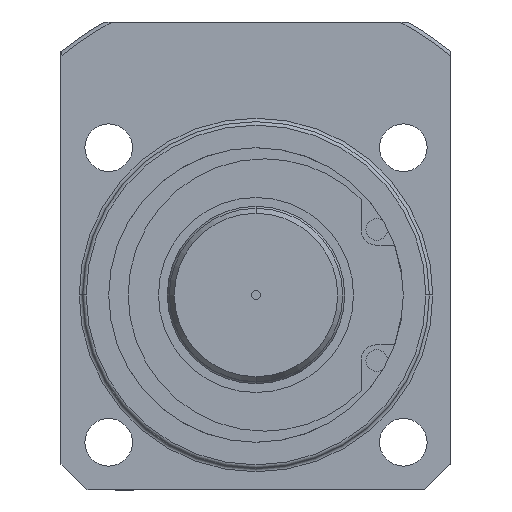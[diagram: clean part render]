
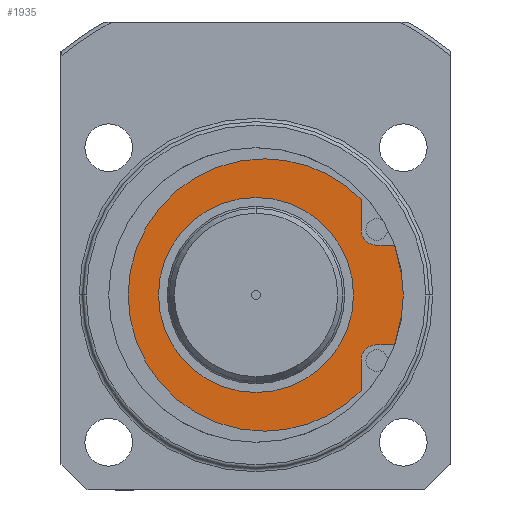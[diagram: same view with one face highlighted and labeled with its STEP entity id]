
A CAD part, front view. The second image highlights one B-rep face of the part: STEP entity #1935.
In plain terms, the highlighted planar face has unit normal (0, -1, 0).
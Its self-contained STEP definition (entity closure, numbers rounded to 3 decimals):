
#208 = CARTESIAN_POINT ( 'NONE',  ( 12.121, -75.1, -11.063 ) ) ;
#229 = CARTESIAN_POINT ( 'NONE',  ( 13.941, -75.1, -5.75 ) ) ;
#258 = CARTESIAN_POINT ( 'NONE',  ( 15.998, -75.1, 5.75 ) ) ;
#259 = CARTESIAN_POINT ( 'NONE',  ( 11.25, -75.1, 0. ) ) ;
#287 = CARTESIAN_POINT ( 'NONE',  ( 12.121, -75.1, 7.57 ) ) ;
#314 = CARTESIAN_POINT ( 'NONE',  ( -11.25, -75.1, 0. ) ) ;
#323 = CARTESIAN_POINT ( 'NONE',  ( 12.121, -75.1, -7.57 ) ) ;
#331 = CARTESIAN_POINT ( 'NONE',  ( 15.998, -75.1, -5.75 ) ) ;
#336 = CARTESIAN_POINT ( 'NONE',  ( 17., -75.1, 0. ) ) ;
#343 = CARTESIAN_POINT ( 'NONE',  ( 13.941, -75.1, 5.75 ) ) ;
#357 = CARTESIAN_POINT ( 'NONE',  ( 13.941, -75.1, 7.57 ) ) ;
#358 = DIRECTION ( 'NONE',  ( 0., -1., 0. ) ) ;
#359 = DIRECTION ( 'NONE',  ( 0., 0., 1. ) ) ;
#360 = CARTESIAN_POINT ( 'NONE',  ( 0., -75.1, 0. ) ) ;
#361 = DIRECTION ( 'NONE',  ( 0., -1., 0. ) ) ;
#362 = DIRECTION ( 'NONE',  ( 1., 0., 0. ) ) ;
#364 = LINE ( 'NONE', #365, #7225 ) ;
#365 = CARTESIAN_POINT ( 'NONE',  ( 17.321, -75.1, 5.75 ) ) ;
#366 = DIRECTION ( 'NONE',  ( 1., 0., 0. ) ) ;
#489 = CARTESIAN_POINT ( 'NONE',  ( 0., -75.1, 0. ) ) ;
#490 = DIRECTION ( 'NONE',  ( 0., -1., 0. ) ) ;
#491 = DIRECTION ( 'NONE',  ( 1., 0., 0. ) ) ;
#492 = CARTESIAN_POINT ( 'NONE',  ( 13.941, -75.1, -7.57 ) ) ;
#493 = LINE ( 'NONE', #494, #11110 ) ;
#494 = CARTESIAN_POINT ( 'NONE',  ( 13.941, -75.1, -5.75 ) ) ;
#495 = DIRECTION ( 'NONE',  ( -1., 0., 0. ) ) ;
#496 = DIRECTION ( 'NONE',  ( 0., -1., 0. ) ) ;
#497 = DIRECTION ( 'NONE',  ( 0., 0., 1. ) ) ;
#498 = CARTESIAN_POINT ( 'NONE',  ( 0.962, -75.1, 0. ) ) ;
#499 = LINE ( 'NONE', #500, #9671 ) ;
#500 = CARTESIAN_POINT ( 'NONE',  ( 12.121, -75.1, -11.063 ) ) ;
#501 = DIRECTION ( 'NONE',  ( 0., 0., -1. ) ) ;
#502 = DIRECTION ( 'NONE',  ( 0., 1., 0. ) ) ;
#503 = DIRECTION ( 'NONE',  ( 0., 0., 1. ) ) ;
#708 = VERTEX_POINT ( 'NONE', #9178 ) ;
#712 = VERTEX_POINT ( 'NONE', #9182 ) ;
#718 = VERTEX_POINT ( 'NONE', #9187 ) ;
#1477 = ORIENTED_EDGE ( 'NONE', *, *, #9674, .F. ) ;
#1478 = ORIENTED_EDGE ( 'NONE', *, *, #4339, .F. ) ;
#1479 = ORIENTED_EDGE ( 'NONE', *, *, #4338, .F. ) ;
#1481 = ORIENTED_EDGE ( 'NONE', *, *, #6837, .F. ) ;
#1486 = ORIENTED_EDGE ( 'NONE', *, *, #4337, .F. ) ;
#1561 = ORIENTED_EDGE ( 'NONE', *, *, #6311, .F. ) ;
#1569 = ORIENTED_EDGE ( 'NONE', *, *, #6307, .T. ) ;
#1570 = ORIENTED_EDGE ( 'NONE', *, *, #9607, .F. ) ;
#1571 = ORIENTED_EDGE ( 'NONE', *, *, #7946, .T. ) ;
#1572 = ORIENTED_EDGE ( 'NONE', *, *, #6308, .F. ) ;
#1573 = ORIENTED_EDGE ( 'NONE', *, *, #6310, .F. ) ;
#1574 = ORIENTED_EDGE ( 'NONE', *, *, #6309, .F. ) ;
#1575 = ORIENTED_EDGE ( 'NONE', *, *, #9626, .F. ) ;
#1935 = ADVANCED_FACE ( 'NONE', ( #11077, #11071 ), #9347, .T. ) ;
#1965 = AXIS2_PLACEMENT_3D ( 'NONE', #498, #502, #503 ) ;
#2393 = CARTESIAN_POINT ( 'NONE',  ( 0., -75.1, 0. ) ) ;
#2397 = DIRECTION ( 'NONE',  ( 0., -1., 0. ) ) ;
#2398 = DIRECTION ( 'NONE',  ( 1., 0., 0. ) ) ;
#3119 = EDGE_LOOP ( 'NONE', ( #1478, #1486, #1477, #1570, #1575, #1561, #1573, #1574, #1572, #1571, #1569 ) ) ;
#3170 = EDGE_LOOP ( 'NONE', ( #1481, #1479 ) ) ;
#4174 = VERTEX_POINT ( 'NONE', #208 ) ;
#4195 = VERTEX_POINT ( 'NONE', #229 ) ;
#4224 = VERTEX_POINT ( 'NONE', #258 ) ;
#4225 = VERTEX_POINT ( 'NONE', #259 ) ;
#4253 = VERTEX_POINT ( 'NONE', #287 ) ;
#4280 = VERTEX_POINT ( 'NONE', #314 ) ;
#4289 = VERTEX_POINT ( 'NONE', #323 ) ;
#4297 = VERTEX_POINT ( 'NONE', #331 ) ;
#4302 = VERTEX_POINT ( 'NONE', #336 ) ;
#4309 = VERTEX_POINT ( 'NONE', #343 ) ;
#4337 = EDGE_CURVE ( 'NONE', #4253, #4309, #6965, .T. ) ;
#4338 = EDGE_CURVE ( 'NONE', #4280, #4225, #6964, .T. ) ;
#4339 = EDGE_CURVE ( 'NONE', #4309, #4224, #364, .T. ) ;
#5036 = AXIS2_PLACEMENT_3D ( 'NONE', #10336, #10337, #10338 ) ;
#5074 = AXIS2_PLACEMENT_3D ( 'NONE', #2393, #2397, #2398 ) ;
#5418 = CARTESIAN_POINT ( 'NONE',  ( 0.962, -75.1, 0. ) ) ;
#5422 = DIRECTION ( 'NONE',  ( 0., 1., 0. ) ) ;
#5423 = DIRECTION ( 'NONE',  ( 0., 0., 1. ) ) ;
#5539 = CARTESIAN_POINT ( 'NONE',  ( 0.962, -75.1, 0. ) ) ;
#5543 = DIRECTION ( 'NONE',  ( 0., 1., 0. ) ) ;
#5544 = DIRECTION ( 'NONE',  ( 0., 0., 1. ) ) ;
#5720 = LINE ( 'NONE', #5721, #8176 ) ;
#5721 = CARTESIAN_POINT ( 'NONE',  ( 12.121, -75.1, 7.57 ) ) ;
#5722 = DIRECTION ( 'NONE',  ( 0., 0., -1. ) ) ;
#6307 = EDGE_CURVE ( 'NONE', #4302, #4224, #6996, .T. ) ;
#6308 = EDGE_CURVE ( 'NONE', #4297, #4195, #493, .T. ) ;
#6309 = EDGE_CURVE ( 'NONE', #4195, #4289, #6997, .T. ) ;
#6310 = EDGE_CURVE ( 'NONE', #4289, #4174, #499, .T. ) ;
#6311 = EDGE_CURVE ( 'NONE', #4174, #718, #6998, .T. ) ;
#6837 = EDGE_CURVE ( 'NONE', #4225, #4280, #11215, .T. ) ;
#6964 = CIRCLE ( 'NONE', #7229, 11.25 ) ;
#6965 = CIRCLE ( 'NONE', #7230, 1.82 ) ;
#6996 = CIRCLE ( 'NONE', #11672, 17. ) ;
#6997 = CIRCLE ( 'NONE', #11109, 1.82 ) ;
#6998 = CIRCLE ( 'NONE', #1965, 15.713 ) ;
#7225 = VECTOR ( 'NONE', #366, 1000. ) ;
#7229 = AXIS2_PLACEMENT_3D ( 'NONE', #360, #361, #362 ) ;
#7230 = AXIS2_PLACEMENT_3D ( 'NONE', #357, #358, #359 ) ;
#7946 = EDGE_CURVE ( 'NONE', #4297, #4302, #11241, .T. ) ;
#8076 = AXIS2_PLACEMENT_3D ( 'NONE', #5418, #5422, #5423 ) ;
#8094 = AXIS2_PLACEMENT_3D ( 'NONE', #5539, #5543, #5544 ) ;
#8176 = VECTOR ( 'NONE', #5722, 1000. ) ;
#9178 = CARTESIAN_POINT ( 'NONE',  ( 12.121, -75.1, 11.063 ) ) ;
#9182 = CARTESIAN_POINT ( 'NONE',  ( 0.962, -75.1, 15.713 ) ) ;
#9187 = CARTESIAN_POINT ( 'NONE',  ( 0.962, -75.1, -15.713 ) ) ;
#9347 = PLANE ( 'NONE',  #11069 ) ;
#9348 = CARTESIAN_POINT ( 'NONE',  ( -17., -75.1, 0. ) ) ;
#9349 = DIRECTION ( 'NONE',  ( 0., -1., 0. ) ) ;
#9350 = DIRECTION ( 'NONE',  ( 1., 0., 0. ) ) ;
#9607 = EDGE_CURVE ( 'NONE', #712, #708, #11321, .T. ) ;
#9626 = EDGE_CURVE ( 'NONE', #718, #712, #11332, .T. ) ;
#9671 = VECTOR ( 'NONE', #501, 1000. ) ;
#9674 = EDGE_CURVE ( 'NONE', #708, #4253, #5720, .T. ) ;
#10336 = CARTESIAN_POINT ( 'NONE',  ( 0., -75.1, 0. ) ) ;
#10337 = DIRECTION ( 'NONE',  ( 0., -1., 0. ) ) ;
#10338 = DIRECTION ( 'NONE',  ( 1., 0., 0. ) ) ;
#11069 = AXIS2_PLACEMENT_3D ( 'NONE', #9348, #9349, #9350 ) ;
#11071 = FACE_OUTER_BOUND ( 'NONE', #3119, .T. ) ;
#11077 = FACE_BOUND ( 'NONE', #3170, .T. ) ;
#11109 = AXIS2_PLACEMENT_3D ( 'NONE', #492, #496, #497 ) ;
#11110 = VECTOR ( 'NONE', #495, 1000. ) ;
#11215 = CIRCLE ( 'NONE', #5036, 11.25 ) ;
#11241 = CIRCLE ( 'NONE', #5074, 17. ) ;
#11321 = CIRCLE ( 'NONE', #8076, 15.713 ) ;
#11332 = CIRCLE ( 'NONE', #8094, 15.713 ) ;
#11672 = AXIS2_PLACEMENT_3D ( 'NONE', #489, #490, #491 ) ;
